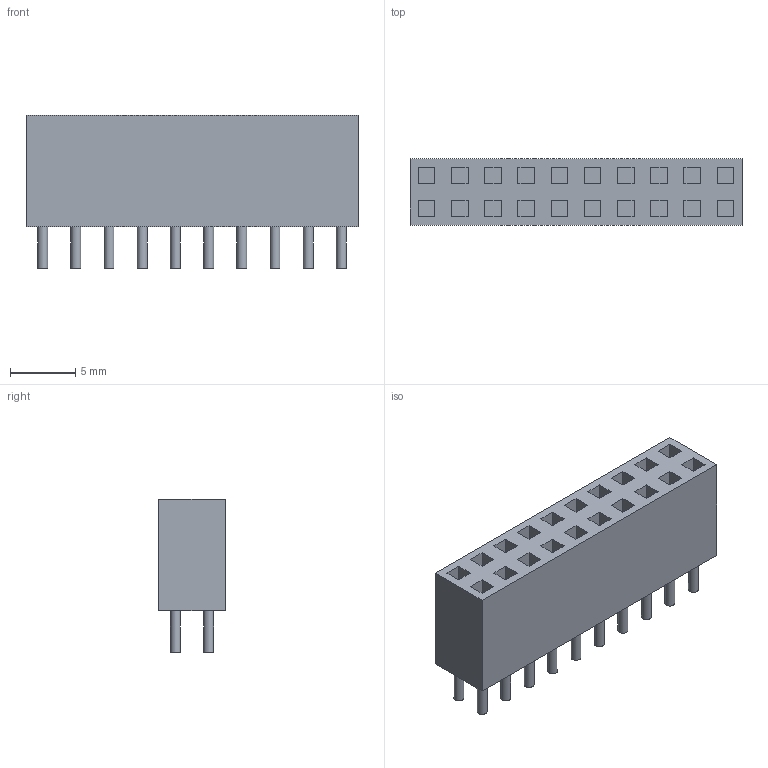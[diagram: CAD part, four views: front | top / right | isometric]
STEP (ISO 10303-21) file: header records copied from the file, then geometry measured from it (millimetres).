
FILE_DESCRIPTION(/* description */ (''),/* implementation_level */ '2;1');
FILE_NAME(/* name */ 'female10x2.step',/* time_stamp */ '2022-07-26T14:33:32-05:00',/* author */ (''),/* organization */ (''),/* preprocessor_version */ 'ST-DEVELOPER v19',/* originating_system */ 'Autodesk Translation Framework v11.7.0.108',/* authorisation */ '');
FILE_SCHEMA (('AUTOMOTIVE_DESIGN { 1 0 10303 214 3 1 1 }'));
Length unit declared in the file: inch
Products named in the file (1): tenth pitch header
Bounding box: 25.4 x 5.08 x 11.71 mm (x, y, z)
Volume: 933.8 mm3; surface area: 1539 mm2
Topology: 1 solids, 1 shells, 146 faces, 312 edges, 208 vertices
Faces by surface type: plane 126, cylinder 20
Full cylindrical faces by diameter (mm): 0.762 x20
Entity records: 3931 total; most frequent: CARTESIAN_POINT 667, DIRECTION 646, ORIENTED_EDGE 624, EDGE_CURVE 312, LINE 272, VECTOR 272, VERTEX_POINT 208, AXIS2_PLACEMENT_3D 187
